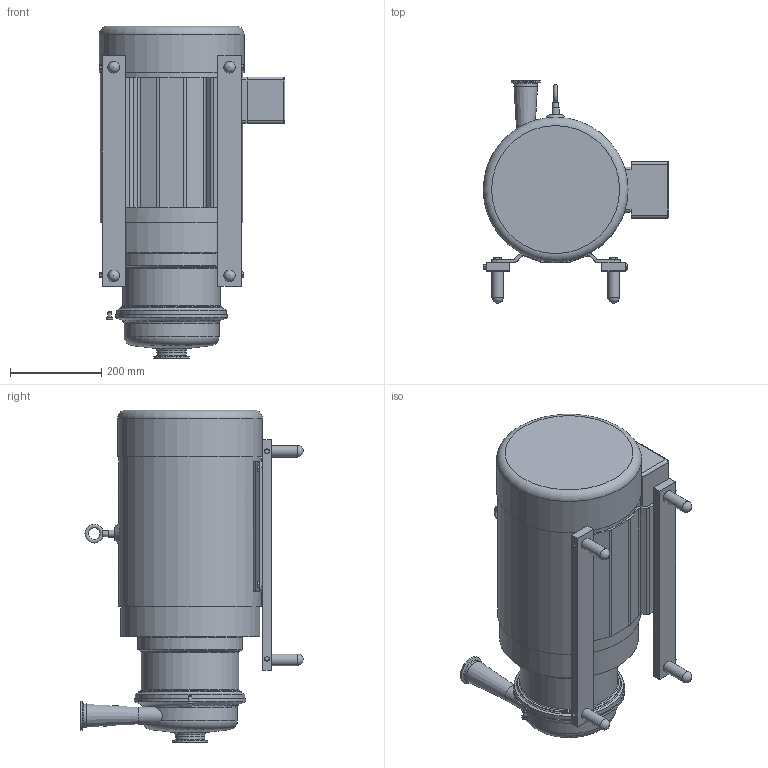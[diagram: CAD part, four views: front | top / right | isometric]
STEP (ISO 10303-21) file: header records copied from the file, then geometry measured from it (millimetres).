
FILE_DESCRIPTION(/* description */ (''),/* implementation_level */ '2;1');
FILE_NAME(/* name */ 'W+_W+35-35_256TC_2.5x2.0_S-Line_20HP_SM.stp',/* time_stamp */ '2020-09-02T11:16:03+06:00',/* author */ ('KRXREM'),/* organization */ (''),/* preprocessor_version */ 'ST-DEVELOPER v17',/* originating_system */ 'Autodesk Inventor 2018',/* authorisation */ '');
FILE_SCHEMA (('AUTOMOTIVE_DESIGN { 1 0 10303 214 3 1 1 }'));
Length unit declared in the file: inch
Products named in the file (1): W+_W+35-35_256TC_2.5x2.0_S-Line_20HP_SM
Bounding box: 406.91 x 487.86 x 727.77 mm (x, y, z)
Volume: 48780323.5 mm3; surface area: 1103673.6 mm2
Topology: 4 solids, 4 shells, 396 faces, 1054 edges, 694 vertices
Faces by surface type: plane 191, cone 80, cylinder 62, bspline 42, torus 17, sphere 4
Full cylindrical faces by diameter (mm): 6.35 x2, 7.938 x1, 11.43 x1, 12.813 x1, 13.462 x2, 15.375 x1, 25.4 x4, 25.451 x4, 38 x1, 47.498 x1, 50.927 x1, 60.198 x1, 63.627 x1, 63.881 x1, 65.2 x1, 77.47 x1, 214 x1, 215.9 x1, 225 x1, 230 x1, 240 x1, 245 x1, 304.8 x1, 312.674 x1, 317.5 x1
Entity records: 13201 total; most frequent: CARTESIAN_POINT 3298, ORIENTED_EDGE 2100, DIRECTION 1880, EDGE_CURVE 1050, AXIS2_PLACEMENT_3D 698, VERTEX_POINT 694, LINE 484, VECTOR 484
